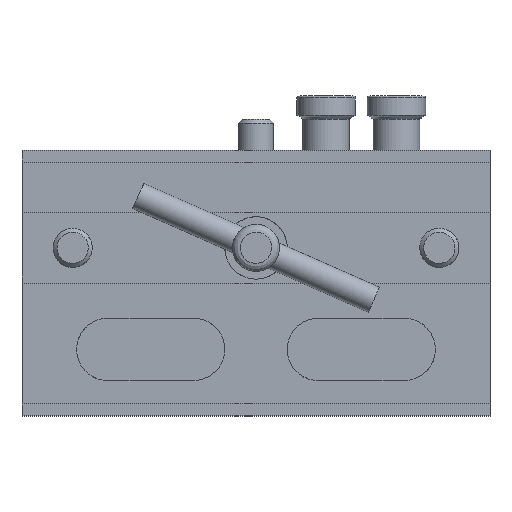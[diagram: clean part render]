
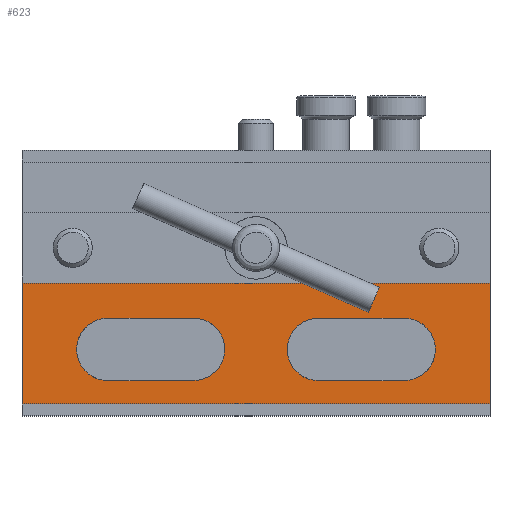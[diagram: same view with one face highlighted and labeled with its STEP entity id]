
A CAD part, top view. The second image highlights one B-rep face of the part: STEP entity #623.
In plain terms, the highlighted free-form (B-spline) face has degree [1, 1] with [2, 2] control points.
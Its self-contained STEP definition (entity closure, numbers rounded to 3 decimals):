
#74 = VERTEX_POINT('',#75);
#75 = CARTESIAN_POINT('',(16.654,26.022,9.368)
  );
#93 = VERTEX_POINT('',#94);
#94 = CARTESIAN_POINT('',(16.654,9.368,9.368));
#99 = EDGE_CURVE('',#93,#74,#100,.T.);
#100 = ( BOUNDED_CURVE() B_SPLINE_CURVE(2,(#101,#102,#103,#104,#105),
.UNSPECIFIED.,.F.,.F.) B_SPLINE_CURVE_WITH_KNOTS((3,2,3),(3.142,
4.712,6.283),.PIECEWISE_BEZIER_KNOTS.) CURVE() 
GEOMETRIC_REPRESENTATION_ITEM() RATIONAL_B_SPLINE_CURVE((1.,
0.707,1.,0.707,1.)) REPRESENTATION_ITEM('') );
#101 = CARTESIAN_POINT('',(16.654,9.368,9.368)
  );
#102 = CARTESIAN_POINT('',(8.327,9.368,9.368));
#103 = CARTESIAN_POINT('',(8.327,17.695,9.368)
  );
#104 = CARTESIAN_POINT('',(8.327,26.022,9.368)
  );
#105 = CARTESIAN_POINT('',(16.654,26.022,9.368
    ));
#121 = EDGE_CURVE('',#74,#122,#124,.T.);
#122 = VERTEX_POINT('',#123);
#123 = CARTESIAN_POINT('',(39.553,26.022,9.368)
  );
#124 = B_SPLINE_CURVE_WITH_KNOTS('',1,(#125,#126),.UNSPECIFIED.,.F.,.F.,
  (2,2),(8.,30.),.PIECEWISE_BEZIER_KNOTS.);
#125 = CARTESIAN_POINT('',(16.654,26.022,9.368
    ));
#126 = CARTESIAN_POINT('',(39.553,26.022,9.368)
  );
#150 = VERTEX_POINT('',#151);
#151 = CARTESIAN_POINT('',(39.553,9.368,9.368));
#167 = EDGE_CURVE('',#122,#150,#168,.T.);
#168 = ( BOUNDED_CURVE() B_SPLINE_CURVE(2,(#169,#170,#171,#172,#173),
.UNSPECIFIED.,.F.,.F.) B_SPLINE_CURVE_WITH_KNOTS((3,2,3),(3.142,
4.712,6.283),.PIECEWISE_BEZIER_KNOTS.) CURVE() 
GEOMETRIC_REPRESENTATION_ITEM() RATIONAL_B_SPLINE_CURVE((1.,
0.707,1.,0.707,1.)) REPRESENTATION_ITEM('') );
#169 = CARTESIAN_POINT('',(39.553,26.022,9.368)
  );
#170 = CARTESIAN_POINT('',(47.88,26.022,9.368
    ));
#171 = CARTESIAN_POINT('',(47.88,17.695,9.368
    ));
#172 = CARTESIAN_POINT('',(47.88,9.368,9.368)
  );
#173 = CARTESIAN_POINT('',(39.553,9.368,9.368));
#189 = EDGE_CURVE('',#150,#93,#190,.T.);
#190 = B_SPLINE_CURVE_WITH_KNOTS('',1,(#191,#192),.UNSPECIFIED.,.F.,.F.,
  (2,2),(-19.,3.),.PIECEWISE_BEZIER_KNOTS.);
#191 = CARTESIAN_POINT('',(39.553,9.368,9.368));
#192 = CARTESIAN_POINT('',(16.654,9.368,9.368)
  );
#210 = VERTEX_POINT('',#211);
#211 = CARTESIAN_POINT('',(-39.553,26.022,9.368
    ));
#229 = VERTEX_POINT('',#230);
#230 = CARTESIAN_POINT('',(-39.553,9.368,9.368)
  );
#235 = EDGE_CURVE('',#229,#210,#236,.T.);
#236 = ( BOUNDED_CURVE() B_SPLINE_CURVE(2,(#237,#238,#239,#240,#241),
.UNSPECIFIED.,.F.,.F.) B_SPLINE_CURVE_WITH_KNOTS((3,2,3),(3.142,
4.712,6.283),.PIECEWISE_BEZIER_KNOTS.) CURVE() 
GEOMETRIC_REPRESENTATION_ITEM() RATIONAL_B_SPLINE_CURVE((1.,
0.707,1.,0.707,1.)) REPRESENTATION_ITEM('') );
#237 = CARTESIAN_POINT('',(-39.553,9.368,9.368)
  );
#238 = CARTESIAN_POINT('',(-47.88,9.368,9.368)
  );
#239 = CARTESIAN_POINT('',(-47.88,17.695,9.368
    ));
#240 = CARTESIAN_POINT('',(-47.88,26.022,9.368
    ));
#241 = CARTESIAN_POINT('',(-39.553,26.022,9.368
    ));
#257 = EDGE_CURVE('',#210,#258,#260,.T.);
#258 = VERTEX_POINT('',#259);
#259 = CARTESIAN_POINT('',(-16.654,26.022,9.368
    ));
#260 = B_SPLINE_CURVE_WITH_KNOTS('',1,(#261,#262),.UNSPECIFIED.,.F.,.F.,
  (2,2),(-19.,3.),.PIECEWISE_BEZIER_KNOTS.);
#261 = CARTESIAN_POINT('',(-39.553,26.022,9.368
    ));
#262 = CARTESIAN_POINT('',(-16.654,26.022,9.368
    ));
#286 = VERTEX_POINT('',#287);
#287 = CARTESIAN_POINT('',(-16.654,9.368,9.368)
  );
#303 = EDGE_CURVE('',#258,#286,#304,.T.);
#304 = ( BOUNDED_CURVE() B_SPLINE_CURVE(2,(#305,#306,#307,#308,#309),
.UNSPECIFIED.,.F.,.F.) B_SPLINE_CURVE_WITH_KNOTS((3,2,3),(3.142,
4.712,6.283),.PIECEWISE_BEZIER_KNOTS.) CURVE() 
GEOMETRIC_REPRESENTATION_ITEM() RATIONAL_B_SPLINE_CURVE((1.,
0.707,1.,0.707,1.)) REPRESENTATION_ITEM('') );
#305 = CARTESIAN_POINT('',(-16.654,26.022,9.368
    ));
#306 = CARTESIAN_POINT('',(-8.327,26.022,9.368
    ));
#307 = CARTESIAN_POINT('',(-8.327,17.695,9.368
    ));
#308 = CARTESIAN_POINT('',(-8.327,9.368,9.368)
  );
#309 = CARTESIAN_POINT('',(-16.654,9.368,9.368)
  );
#325 = EDGE_CURVE('',#286,#229,#326,.T.);
#326 = B_SPLINE_CURVE_WITH_KNOTS('',1,(#327,#328),.UNSPECIFIED.,.F.,.F.,
  (2,2),(8.,30.),.PIECEWISE_BEZIER_KNOTS.);
#327 = CARTESIAN_POINT('',(-16.654,9.368,9.368)
  );
#328 = CARTESIAN_POINT('',(-39.553,9.368,9.368)
  );
#473 = VERTEX_POINT('',#474);
#474 = CARTESIAN_POINT('',(-62.453,3.123,9.368)
  );
#479 = EDGE_CURVE('',#473,#480,#482,.T.);
#480 = VERTEX_POINT('',#481);
#481 = CARTESIAN_POINT('',(-62.453,35.39,9.368
    ));
#482 = B_SPLINE_CURVE_WITH_KNOTS('',1,(#483,#484),.UNSPECIFIED.,.F.,.F.,
  (2,2),(-31.,0.),.PIECEWISE_BEZIER_KNOTS.);
#483 = CARTESIAN_POINT('',(-62.453,3.123,9.368)
  );
#484 = CARTESIAN_POINT('',(-62.453,35.39,9.368
    ));
#607 = VERTEX_POINT('',#608);
#608 = CARTESIAN_POINT('',(62.453,3.123,9.368)
  );
#613 = EDGE_CURVE('',#473,#607,#614,.T.);
#614 = B_SPLINE_CURVE_WITH_KNOTS('',1,(#615,#616),.UNSPECIFIED.,.F.,.F.,
  (2,2),(-60.,60.),.PIECEWISE_BEZIER_KNOTS.);
#615 = CARTESIAN_POINT('',(-62.453,3.123,9.368)
  );
#616 = CARTESIAN_POINT('',(62.453,3.123,9.368)
  );
#623 = ADVANCED_FACE('',(#624,#640,#646),#652,.T.);
#624 = FACE_BOUND('',#625,.T.);
#625 = EDGE_LOOP('',(#626,#627,#634,#639));
#626 = ORIENTED_EDGE('',*,*,#613,.T.);
#627 = ORIENTED_EDGE('',*,*,#628,.F.);
#628 = EDGE_CURVE('',#629,#607,#631,.T.);
#629 = VERTEX_POINT('',#630);
#630 = CARTESIAN_POINT('',(62.453,35.39,9.368
    ));
#631 = B_SPLINE_CURVE_WITH_KNOTS('',1,(#632,#633),.UNSPECIFIED.,.F.,.F.,
  (2,2),(0.,31.),.PIECEWISE_BEZIER_KNOTS.);
#632 = CARTESIAN_POINT('',(62.453,35.39,9.368
    ));
#633 = CARTESIAN_POINT('',(62.453,3.123,9.368)
  );
#634 = ORIENTED_EDGE('',*,*,#635,.F.);
#635 = EDGE_CURVE('',#480,#629,#636,.T.);
#636 = B_SPLINE_CURVE_WITH_KNOTS('',1,(#637,#638),.UNSPECIFIED.,.F.,.F.,
  (2,2),(-60.,60.),.PIECEWISE_BEZIER_KNOTS.);
#637 = CARTESIAN_POINT('',(-62.453,35.39,9.368
    ));
#638 = CARTESIAN_POINT('',(62.453,35.39,9.368
    ));
#639 = ORIENTED_EDGE('',*,*,#479,.F.);
#640 = FACE_BOUND('',#641,.T.);
#641 = EDGE_LOOP('',(#642,#643,#644,#645));
#642 = ORIENTED_EDGE('',*,*,#167,.T.);
#643 = ORIENTED_EDGE('',*,*,#189,.T.);
#644 = ORIENTED_EDGE('',*,*,#99,.T.);
#645 = ORIENTED_EDGE('',*,*,#121,.T.);
#646 = FACE_BOUND('',#647,.T.);
#647 = EDGE_LOOP('',(#648,#649,#650,#651));
#648 = ORIENTED_EDGE('',*,*,#303,.T.);
#649 = ORIENTED_EDGE('',*,*,#325,.T.);
#650 = ORIENTED_EDGE('',*,*,#235,.T.);
#651 = ORIENTED_EDGE('',*,*,#257,.T.);
#652 = B_SPLINE_SURFACE_WITH_KNOTS('',1,1,(
    (#653,#654)
    ,(#655,#656
    )),.UNSPECIFIED.,.F.,.F.,.F.,(2,2),(2,2),(0.,31.),(-60.,60.),
  .PIECEWISE_BEZIER_KNOTS.);
#653 = CARTESIAN_POINT('',(-62.453,35.39,9.368
    ));
#654 = CARTESIAN_POINT('',(62.453,35.39,9.368
    ));
#655 = CARTESIAN_POINT('',(-62.453,3.123,9.368)
  );
#656 = CARTESIAN_POINT('',(62.453,3.123,9.368)
  );
